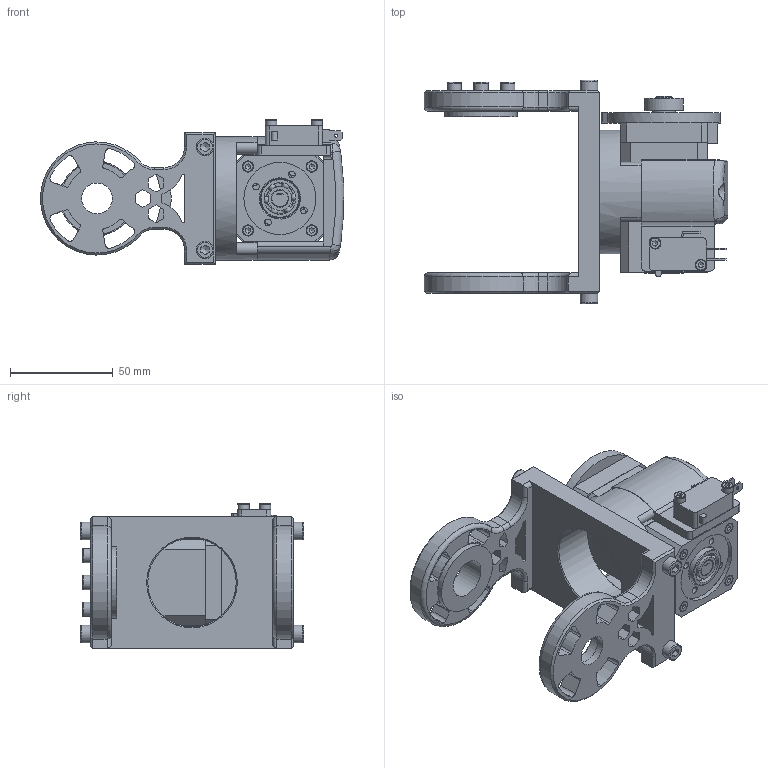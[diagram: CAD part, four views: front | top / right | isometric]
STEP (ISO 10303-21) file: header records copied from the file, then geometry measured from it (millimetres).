
FILE_DESCRIPTION(/* description */ (''),/* implementation_level */ '2;1');
FILE_NAME(/* name */ 'short_link.stp',/* time_stamp */ '2021-11-24T19:21:59+01:00',/* author */ ('Teo'),/* organization */ (''),/* preprocessor_version */ 'ST-DEVELOPER v18.1',/* originating_system */ 'Autodesk Inventor 2022',/* authorisation */ '');
FILE_SCHEMA (('AUTOMOTIVE_DESIGN { 1 0 10303 214 3 1 1 }'));
Products named in the file (1): short_link
Bounding box: 147.3 x 108.5 x 70.29 mm (x, y, z)
Volume: 280204.3 mm3; surface area: 84875.3 mm2
Topology: 21 solids, 42 shells, 1954 faces, 5152 edges, 3357 vertices
Faces by surface type: plane 966, bspline 495, cylinder 302, cone 90, torus 83, sphere 18
Full cylindrical faces by diameter (mm): 0.6 x9, 1.016 x5, 1.5 x3, 2.5 x2, 3 x12, 3.25 x2, 3.3 x4, 4.2 x2, 5 x6, 5.5 x10, 6 x4, 7 x4, 8 x7, 8.5 x4, 9.1 x2, 11 x3, 11.52 x6, 15 x3, 15.48 x6, 19 x7, 30 x1, 35 x2, 37 x1, 38 x2, 43 x1, 60 x1
Entity records: 67277 total; most frequent: CARTESIAN_POINT 19435, ORIENTED_EDGE 10264, DIRECTION 8087, EDGE_CURVE 5132, VERTEX_POINT 3429, LINE 2817, VECTOR 2817, AXIS2_PLACEMENT_3D 2635
